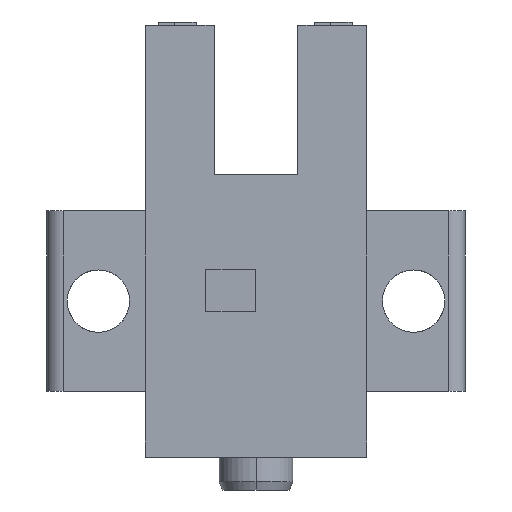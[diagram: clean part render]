
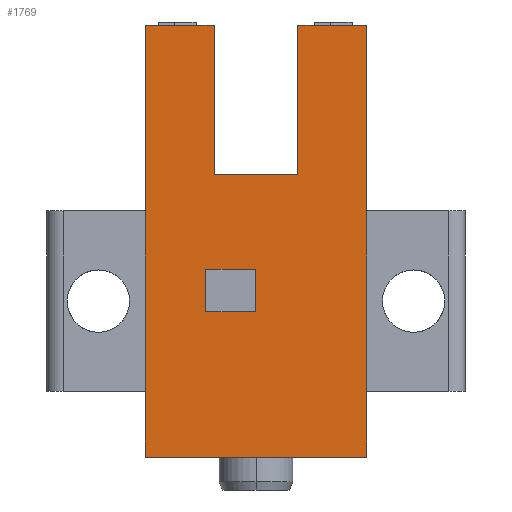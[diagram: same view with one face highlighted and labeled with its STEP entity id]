
A CAD part, left-side view. The second image highlights one B-rep face of the part: STEP entity #1769.
In plain terms, the highlighted planar face has unit normal (-1, 0, 0).
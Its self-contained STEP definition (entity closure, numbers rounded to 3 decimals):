
#55=DIRECTION('',(0.,0.,1.));
#56=VECTOR('',#55,4.);
#57=CARTESIAN_POINT('',(-3.25,6.75,-10.4));
#58=LINE('',#57,#56);
#59=DIRECTION('',(0.,0.,1.));
#60=VECTOR('',#59,11.);
#61=CARTESIAN_POINT('',(-3.25,6.75,-6.4));
#62=LINE('',#61,#60);
#63=DIRECTION('',(0.,0.,1.));
#64=VECTOR('',#63,11.3);
#65=CARTESIAN_POINT('',(-3.25,6.75,4.6));
#66=LINE('',#65,#64);
#67=DIRECTION('',(0.,-1.,0.));
#68=VECTOR('',#67,4.2);
#69=CARTESIAN_POINT('',(-3.25,6.75,15.9));
#70=LINE('',#69,#68);
#71=DIRECTION('',(0.,0.,-1.));
#72=VECTOR('',#71,9.1);
#73=CARTESIAN_POINT('',(-3.25,2.55,15.9));
#74=LINE('',#73,#72);
#75=DIRECTION('',(0.,-1.,0.));
#76=VECTOR('',#75,5.1);
#77=CARTESIAN_POINT('',(-3.25,2.55,6.8));
#78=LINE('',#77,#76);
#79=DIRECTION('',(0.,0.,1.));
#80=VECTOR('',#79,9.1);
#81=CARTESIAN_POINT('',(-3.25,-2.55,6.8));
#82=LINE('',#81,#80);
#83=DIRECTION('',(0.,-1.,0.));
#84=VECTOR('',#83,4.2);
#85=CARTESIAN_POINT('',(-3.25,-2.55,15.9));
#86=LINE('',#85,#84);
#87=DIRECTION('',(0.,0.,1.));
#88=VECTOR('',#87,11.);
#89=CARTESIAN_POINT('',(-3.25,-6.75,-6.4));
#90=LINE('',#89,#88);
#135=DIRECTION('',(0.,0.,1.));
#136=VECTOR('',#135,4.);
#137=CARTESIAN_POINT('',(-3.25,-6.75,-10.4));
#138=LINE('',#137,#136);
#761=DIRECTION('',(0.,-1.,0.));
#762=VECTOR('',#761,13.5);
#763=CARTESIAN_POINT('',(-3.25,6.75,-10.4));
#764=LINE('',#763,#762);
#873=DIRECTION('',(0.,0.,1.));
#874=VECTOR('',#873,11.3);
#875=CARTESIAN_POINT('',(-3.25,-6.75,4.6));
#876=LINE('',#875,#874);
#1205=DIRECTION('',(0.,0.,1.));
#1206=VECTOR('',#1205,2.6);
#1207=CARTESIAN_POINT('',(-3.25,3.05,-1.55));
#1208=LINE('',#1207,#1206);
#1217=DIRECTION('',(0.,-1.,0.));
#1218=VECTOR('',#1217,3.);
#1219=CARTESIAN_POINT('',(-3.25,3.05,1.05));
#1220=LINE('',#1219,#1218);
#1225=DIRECTION('',(0.,0.,-1.));
#1226=VECTOR('',#1225,2.6);
#1227=CARTESIAN_POINT('',(-3.25,0.05,1.05));
#1228=LINE('',#1227,#1226);
#1233=DIRECTION('',(0.,1.,0.));
#1234=VECTOR('',#1233,3.);
#1235=CARTESIAN_POINT('',(-3.25,0.05,-1.55));
#1236=LINE('',#1235,#1234);
#1386=CARTESIAN_POINT('',(-3.25,6.75,-6.4));
#1388=VERTEX_POINT('',#1386);
#1397=CARTESIAN_POINT('',(-3.25,-6.75,-6.4));
#1399=VERTEX_POINT('',#1397);
#1413=CARTESIAN_POINT('',(-3.25,6.75,4.6));
#1414=VERTEX_POINT('',#1413);
#1435=CARTESIAN_POINT('',(-3.25,6.75,-10.4));
#1436=VERTEX_POINT('',#1435);
#1437=CARTESIAN_POINT('',(-3.25,-6.75,4.6));
#1438=VERTEX_POINT('',#1437);
#1439=CARTESIAN_POINT('',(-3.25,-6.75,-10.4));
#1440=VERTEX_POINT('',#1439);
#1441=CARTESIAN_POINT('',(-3.25,6.75,15.9));
#1442=VERTEX_POINT('',#1441);
#1443=CARTESIAN_POINT('',(-3.25,2.55,15.9));
#1444=VERTEX_POINT('',#1443);
#1445=CARTESIAN_POINT('',(-3.25,2.55,6.8));
#1446=VERTEX_POINT('',#1445);
#1447=CARTESIAN_POINT('',(-3.25,-2.55,6.8));
#1448=VERTEX_POINT('',#1447);
#1449=CARTESIAN_POINT('',(-3.25,-2.55,15.9));
#1450=VERTEX_POINT('',#1449);
#1451=CARTESIAN_POINT('',(-3.25,-6.75,15.9));
#1452=VERTEX_POINT('',#1451);
#1453=CARTESIAN_POINT('',(-3.25,0.05,1.05));
#1454=CARTESIAN_POINT('',(-3.25,0.05,-1.55));
#1455=VERTEX_POINT('',#1453);
#1456=VERTEX_POINT('',#1454);
#1457=CARTESIAN_POINT('',(-3.25,3.05,1.05));
#1458=VERTEX_POINT('',#1457);
#1459=CARTESIAN_POINT('',(-3.25,3.05,-1.55));
#1460=VERTEX_POINT('',#1459);
#1729=CARTESIAN_POINT('',(-3.25,-6.75,17.));
#1730=DIRECTION('',(1.,0.,0.));
#1731=DIRECTION('',(0.,1.,0.));
#1732=AXIS2_PLACEMENT_3D('',#1729,#1730,#1731);
#1733=PLANE('',#1732);
#1735=ORIENTED_EDGE('',*,*,#1734,.F.);
#1737=ORIENTED_EDGE('',*,*,#1736,.F.);
#1739=ORIENTED_EDGE('',*,*,#1738,.F.);
#1740=ORIENTED_EDGE('',*,*,#1720,.T.);
#1742=ORIENTED_EDGE('',*,*,#1741,.T.);
#1744=ORIENTED_EDGE('',*,*,#1743,.T.);
#1746=ORIENTED_EDGE('',*,*,#1745,.T.);
#1748=ORIENTED_EDGE('',*,*,#1747,.T.);
#1750=ORIENTED_EDGE('',*,*,#1749,.T.);
#1752=ORIENTED_EDGE('',*,*,#1751,.T.);
#1754=ORIENTED_EDGE('',*,*,#1753,.T.);
#1756=ORIENTED_EDGE('',*,*,#1755,.F.);
#1757=EDGE_LOOP('',(#1735,#1737,#1739,#1740,#1742,#1744,#1746,#1748,#1750,#1752,
#1754,#1756));
#1758=FACE_OUTER_BOUND('',#1757,.F.);
#1760=ORIENTED_EDGE('',*,*,#1759,.F.);
#1762=ORIENTED_EDGE('',*,*,#1761,.F.);
#1764=ORIENTED_EDGE('',*,*,#1763,.F.);
#1766=ORIENTED_EDGE('',*,*,#1765,.F.);
#1767=EDGE_LOOP('',(#1760,#1762,#1764,#1766));
#1768=FACE_BOUND('',#1767,.F.);
#1720=EDGE_CURVE('',#1436,#1388,#58,.T.);
#1734=EDGE_CURVE('',#1399,#1438,#90,.T.);
#1736=EDGE_CURVE('',#1440,#1399,#138,.T.);
#1738=EDGE_CURVE('',#1436,#1440,#764,.T.);
#1741=EDGE_CURVE('',#1388,#1414,#62,.T.);
#1743=EDGE_CURVE('',#1414,#1442,#66,.T.);
#1745=EDGE_CURVE('',#1442,#1444,#70,.T.);
#1747=EDGE_CURVE('',#1444,#1446,#74,.T.);
#1749=EDGE_CURVE('',#1446,#1448,#78,.T.);
#1751=EDGE_CURVE('',#1448,#1450,#82,.T.);
#1753=EDGE_CURVE('',#1450,#1452,#86,.T.);
#1755=EDGE_CURVE('',#1438,#1452,#876,.T.);
#1759=EDGE_CURVE('',#1455,#1456,#1228,.T.);
#1761=EDGE_CURVE('',#1458,#1455,#1220,.T.);
#1763=EDGE_CURVE('',#1460,#1458,#1208,.T.);
#1765=EDGE_CURVE('',#1456,#1460,#1236,.T.);
#1769=ADVANCED_FACE('',(#1758,#1768),#1733,.F.);
